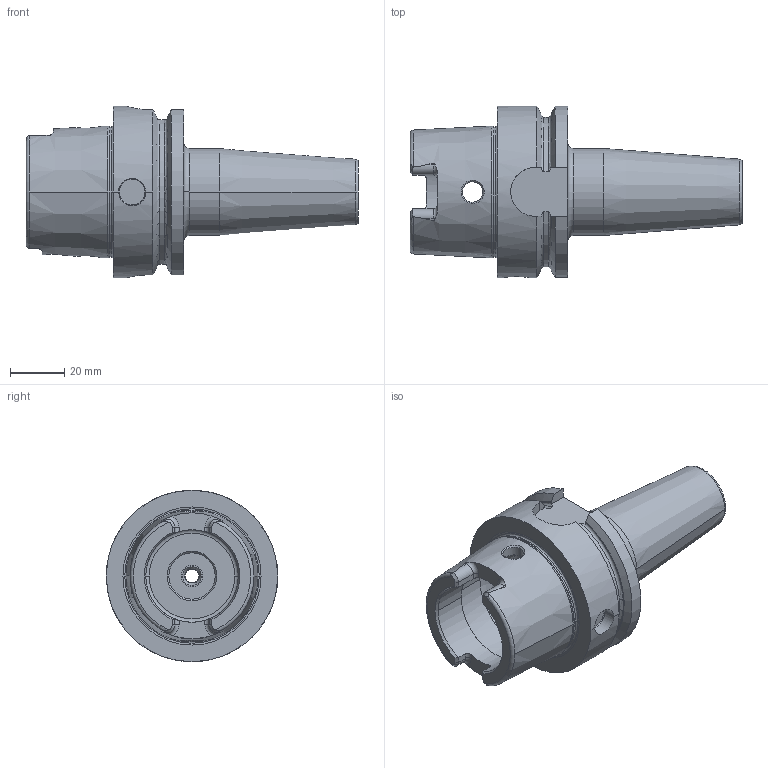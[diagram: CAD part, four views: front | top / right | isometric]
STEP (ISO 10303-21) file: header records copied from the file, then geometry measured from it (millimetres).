
FILE_DESCRIPTION((''),'2;1');
FILE_NAME('6726204_ASM','2012-03-08T',('fbenedetto'),('Bilz Werkzeugfabrik GmbH+Co'),'PRO/ENGINEER BY PARAMETRIC TECHNOLOGY CORPORATION, 2007390','PRO/ENGINEER BY PARAMETRIC TECHNOLOGY CORPORATION, 2007390','');
FILE_SCHEMA(('CONFIG_CONTROL_DESIGN'));
Length unit declared in the file: millimetre
Products named in the file (3): 6946194; 6952444; 6726204_ASM
Assembly tree (2 placements, depth 2):
  6726204_ASM
    6946194
    6952444
Bounding box: 122 x 63 x 63 mm (x, y, z)
Volume: 117680.4 mm3; surface area: 30883.5 mm2
Topology: 2 solids, 2 shells, 212 faces, 519 edges, 312 vertices
Faces by surface type: plane 72, cylinder 60, cone 50, torus 26, bspline 4
Entity records: 7102 total; most frequent: CARTESIAN_POINT 2115, DIRECTION 1038, ORIENTED_EDGE 1030, EDGE_CURVE 515, AXIS2_PLACEMENT_3D 415, VERTEX_POINT 312, EDGE_LOOP 225, FACE_OUTER_BOUND 212
